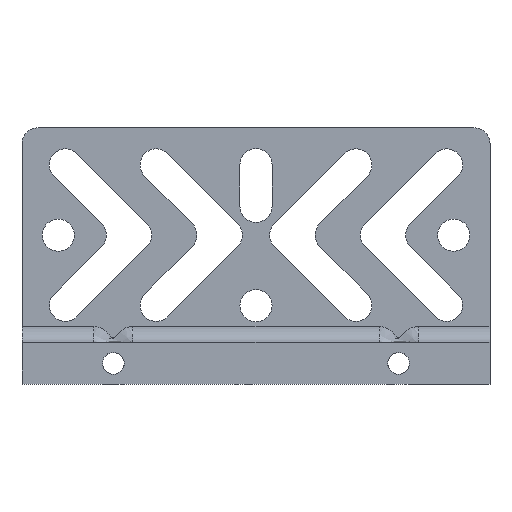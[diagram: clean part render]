
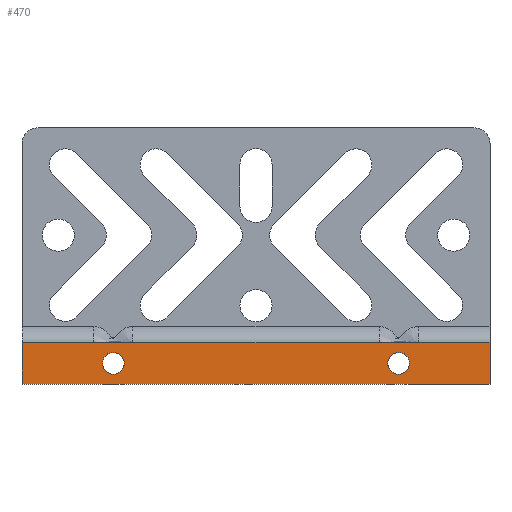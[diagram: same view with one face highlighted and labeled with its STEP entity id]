
A CAD part, front view. The second image highlights one B-rep face of the part: STEP entity #470.
In plain terms, the highlighted planar face has unit normal (0, -1, 0).
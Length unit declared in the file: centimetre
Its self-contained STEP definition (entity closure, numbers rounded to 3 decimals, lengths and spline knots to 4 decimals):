
#134 = FACE_OUTER_BOUND ( 'NONE', #2578, .T. ) ;
#143 = ORIENTED_EDGE ( 'NONE', *, *, #2361, .T. ) ;
#148 = EDGE_LOOP ( 'NONE', ( #143, #1487 ) ) ;
#155 = CARTESIAN_POINT ( 'NONE',  ( 7.3, -0.65, -3.35 ) ) ;
#169 = DIRECTION ( 'NONE',  ( 0., 1., 0. ) ) ;
#340 = DIRECTION ( 'NONE',  ( 0., 1., 0. ) ) ;
#470 = ADVANCED_FACE ( 'NONE', ( #2752, #2436, #134 ), #1282, .T. ) ;
#555 = VERTEX_POINT ( 'NONE', #2509 ) ;
#563 = VECTOR ( 'NONE', #1221, 100. ) ;
#626 = ORIENTED_EDGE ( 'NONE', *, *, #1991, .T. ) ;
#682 = AXIS2_PLACEMENT_3D ( 'NONE', #2501, #782, #2235 ) ;
#718 = CIRCLE ( 'NONE', #3304, 0.17 ) ;
#719 = ORIENTED_EDGE ( 'NONE', *, *, #3565, .T. ) ;
#743 = DIRECTION ( 'NONE',  ( 0., 1., 0. ) ) ;
#782 = DIRECTION ( 'NONE',  ( 0., 1., 0. ) ) ;
#805 = VECTOR ( 'NONE', #1986, 100. ) ;
#849 = CARTESIAN_POINT ( 'NONE',  ( 0., -0.65, -4. ) ) ;
#864 = AXIS2_PLACEMENT_3D ( 'NONE', #2475, #169, #1320 ) ;
#900 = LINE ( 'NONE', #2055, #563 ) ;
#910 = VECTOR ( 'NONE', #3287, 100. ) ;
#948 = CARTESIAN_POINT ( 'NONE',  ( 1.425, -0.65, -3.675 ) ) ;
#970 = ORIENTED_EDGE ( 'NONE', *, *, #3593, .T. ) ;
#975 = EDGE_CURVE ( 'NONE', #2992, #2063, #900, .T. ) ;
#1027 = DIRECTION ( 'NONE',  ( -1., 0., 0. ) ) ;
#1075 = CARTESIAN_POINT ( 'NONE',  ( 5.875, -0.65, -3.845 ) ) ;
#1221 = DIRECTION ( 'NONE',  ( 1., 0., 0. ) ) ;
#1282 = PLANE ( 'NONE',  #2586 ) ;
#1285 = VERTEX_POINT ( 'NONE', #2572 ) ;
#1320 = DIRECTION ( 'NONE',  ( 0., 0., 1. ) ) ;
#1388 = AXIS2_PLACEMENT_3D ( 'NONE', #948, #340, #1796 ) ;
#1393 = EDGE_CURVE ( 'NONE', #3506, #2992, #2963, .T. ) ;
#1409 = EDGE_CURVE ( 'NONE', #1285, #2730, #3012, .T. ) ;
#1471 = VERTEX_POINT ( 'NONE', #2399 ) ;
#1487 = ORIENTED_EDGE ( 'NONE', *, *, #1409, .T. ) ;
#1508 = VECTOR ( 'NONE', #1027, 100. ) ;
#1541 = ORIENTED_EDGE ( 'NONE', *, *, #1923, .T. ) ;
#1796 = DIRECTION ( 'NONE',  ( 0., 0., 1. ) ) ;
#1858 = CARTESIAN_POINT ( 'NONE',  ( 0., -0.65, -3.35 ) ) ;
#1923 = EDGE_CURVE ( 'NONE', #1471, #2943, #718, .T. ) ;
#1953 = LINE ( 'NONE', #3383, #805 ) ;
#1986 = DIRECTION ( 'NONE',  ( 0., 0., 1. ) ) ;
#1991 = EDGE_CURVE ( 'NONE', #555, #3506, #2740, .T. ) ;
#2055 = CARTESIAN_POINT ( 'NONE',  ( 7.3, -0.65, -4. ) ) ;
#2063 = VERTEX_POINT ( 'NONE', #3614 ) ;
#2189 = DIRECTION ( 'NONE',  ( 0., -1., 0. ) ) ;
#2235 = DIRECTION ( 'NONE',  ( 0., 0., 1. ) ) ;
#2361 = EDGE_CURVE ( 'NONE', #2730, #1285, #2489, .T. ) ;
#2399 = CARTESIAN_POINT ( 'NONE',  ( 5.875, -0.65, -3.505 ) ) ;
#2418 = CARTESIAN_POINT ( 'NONE',  ( 1.425, -0.65, -3.505 ) ) ;
#2424 = CARTESIAN_POINT ( 'NONE',  ( 5.875, -0.65, -3.675 ) ) ;
#2436 = FACE_BOUND ( 'NONE', #3193, .T. ) ;
#2475 = CARTESIAN_POINT ( 'NONE',  ( 1.425, -0.65, -3.675 ) ) ;
#2489 = CIRCLE ( 'NONE', #864, 0.17 ) ;
#2501 = CARTESIAN_POINT ( 'NONE',  ( 5.875, -0.65, -3.675 ) ) ;
#2509 = CARTESIAN_POINT ( 'NONE',  ( 7.3, -0.65, -3.35 ) ) ;
#2572 = CARTESIAN_POINT ( 'NONE',  ( 1.425, -0.65, -3.845 ) ) ;
#2578 = EDGE_LOOP ( 'NONE', ( #970, #626, #2867, #3164 ) ) ;
#2586 = AXIS2_PLACEMENT_3D ( 'NONE', #3073, #2189, #3017 ) ;
#2730 = VERTEX_POINT ( 'NONE', #2418 ) ;
#2740 = LINE ( 'NONE', #155, #1508 ) ;
#2752 = FACE_BOUND ( 'NONE', #148, .T. ) ;
#2867 = ORIENTED_EDGE ( 'NONE', *, *, #1393, .T. ) ;
#2926 = CARTESIAN_POINT ( 'NONE',  ( 0., -0.65, -4. ) ) ;
#2943 = VERTEX_POINT ( 'NONE', #1075 ) ;
#2963 = LINE ( 'NONE', #2926, #910 ) ;
#2992 = VERTEX_POINT ( 'NONE', #849 ) ;
#3012 = CIRCLE ( 'NONE', #1388, 0.17 ) ;
#3017 = DIRECTION ( 'NONE',  ( 0., 0., -1. ) ) ;
#3073 = CARTESIAN_POINT ( 'NONE',  ( 0., -0.65, 0. ) ) ;
#3087 = CIRCLE ( 'NONE', #682, 0.17 ) ;
#3164 = ORIENTED_EDGE ( 'NONE', *, *, #975, .T. ) ;
#3193 = EDGE_LOOP ( 'NONE', ( #1541, #719 ) ) ;
#3287 = DIRECTION ( 'NONE',  ( 0., 0., -1. ) ) ;
#3297 = DIRECTION ( 'NONE',  ( 0., 0., 1. ) ) ;
#3304 = AXIS2_PLACEMENT_3D ( 'NONE', #2424, #743, #3297 ) ;
#3383 = CARTESIAN_POINT ( 'NONE',  ( 7.3, -0.65, -4. ) ) ;
#3506 = VERTEX_POINT ( 'NONE', #1858 ) ;
#3565 = EDGE_CURVE ( 'NONE', #2943, #1471, #3087, .T. ) ;
#3593 = EDGE_CURVE ( 'NONE', #2063, #555, #1953, .T. ) ;
#3614 = CARTESIAN_POINT ( 'NONE',  ( 7.3, -0.65, -4. ) ) ;
